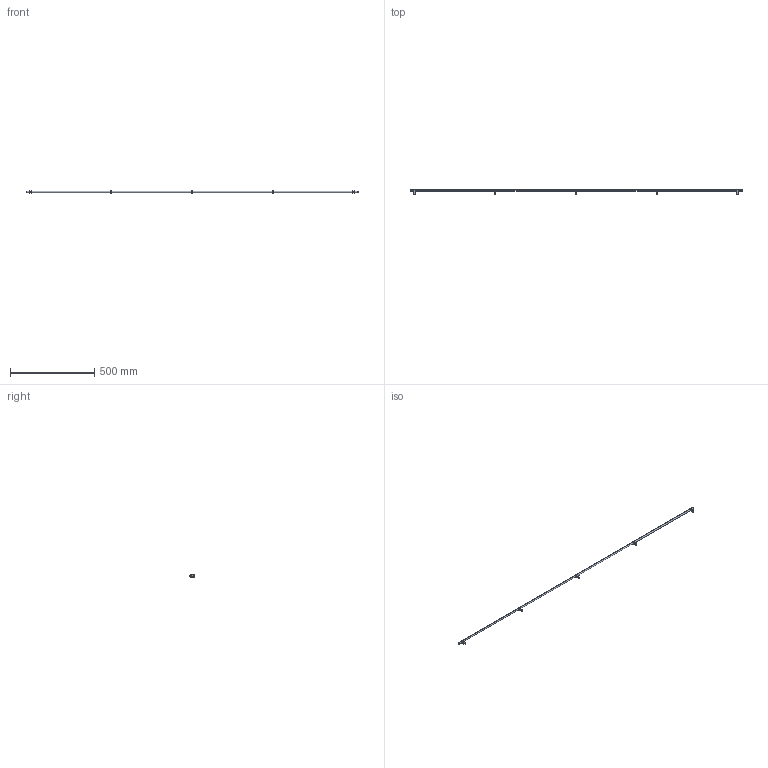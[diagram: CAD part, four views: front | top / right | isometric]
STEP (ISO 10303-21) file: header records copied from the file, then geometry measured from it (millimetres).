
FILE_DESCRIPTION (( 'STEP AP214' ), '1' );
FILE_NAME ('F005476,F005483,F005490_3D.step', '2022-08-15T13:30:13', ( '' ), ( '' ), 'SwSTEP 2.0', 'SolidWorks 2020', '' );
FILE_SCHEMA (( 'AUTOMOTIVE_DESIGN' ));
Length unit declared in the file: millimetre
Products named in the file (1): F005476,F005483,F005490_3D
Bounding box: 1970 x 29 x 15 mm (x, y, z)
Volume: 170379 mm3; surface area: 68302.4 mm2
Topology: 1 solids, 1 shells, 68 faces, 164 edges, 93 vertices
Faces by surface type: plane 37, cylinder 17, cone 10, torus 4
Entity records: 2012 total; most frequent: DIRECTION 334, CARTESIAN_POINT 316, ORIENTED_EDGE 308, EDGE_CURVE 154, LINE 112, VECTOR 112, AXIS2_PLACEMENT_3D 111, VERTEX_POINT 93
